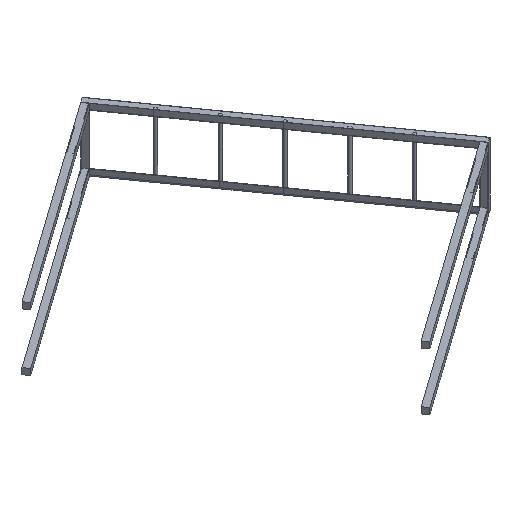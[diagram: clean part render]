
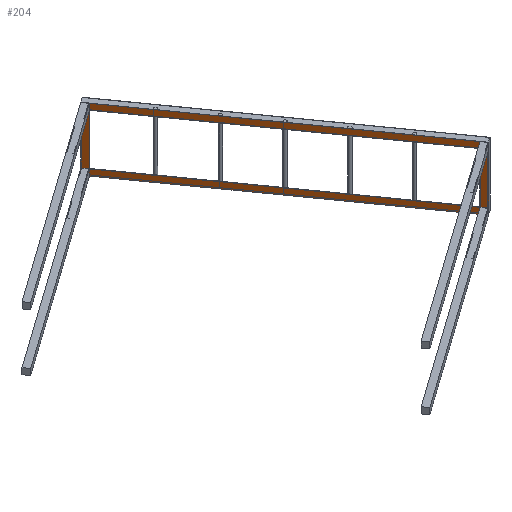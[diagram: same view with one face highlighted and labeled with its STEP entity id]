
A CAD part, isometric view. The second image highlights one B-rep face of the part: STEP entity #204.
In plain terms, the highlighted face is planar.
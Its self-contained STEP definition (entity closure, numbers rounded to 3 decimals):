
#2 = DIRECTION ( 'NONE',  ( 0., 0., -1. ) ) ;
#25 = CARTESIAN_POINT ( 'NONE',  ( 845.1, -4.335, -20. ) ) ;
#45 = VECTOR ( 'NONE', #661, 1000. ) ;
#61 = VERTEX_POINT ( 'NONE', #229 ) ;
#90 = DIRECTION ( 'NONE',  ( 1., 0., 0. ) ) ;
#114 = DIRECTION ( 'NONE',  ( 1., 0., 0. ) ) ;
#117 = CARTESIAN_POINT ( 'NONE',  ( 865.1, -4.335, -204. ) ) ;
#123 = CARTESIAN_POINT ( 'NONE',  ( 845.1, -4.335, -20. ) ) ;
#147 = ORIENTED_EDGE ( 'NONE', *, *, #878, .T. ) ;
#172 = ORIENTED_EDGE ( 'NONE', *, *, #670, .F. ) ;
#204 = ADVANCED_FACE ( 'NONE', ( #328, #979 ), #833, .T. ) ;
#225 = EDGE_CURVE ( 'NONE', #842, #809, #887, .T. ) ;
#229 = CARTESIAN_POINT ( 'NONE',  ( 865.1, -4.335, 0. ) ) ;
#251 = LINE ( 'NONE', #25, #411 ) ;
#285 = DIRECTION ( 'NONE',  ( 0., 0., 1. ) ) ;
#327 = ORIENTED_EDGE ( 'NONE', *, *, #730, .F. ) ;
#328 = FACE_BOUND ( 'NONE', #528, .T. ) ;
#333 = DIRECTION ( 'NONE',  ( 1., 0., 0. ) ) ;
#356 = VECTOR ( 'NONE', #285, 1000. ) ;
#393 = LINE ( 'NONE', #537, #441 ) ;
#394 = ORIENTED_EDGE ( 'NONE', *, *, #693, .F. ) ;
#406 = VECTOR ( 'NONE', #685, 1000. ) ;
#411 = VECTOR ( 'NONE', #618, 1000. ) ;
#415 = VECTOR ( 'NONE', #90, 1000. ) ;
#424 = CARTESIAN_POINT ( 'NONE',  ( -58.9, -4.335, -184. ) ) ;
#441 = VECTOR ( 'NONE', #449, 1000. ) ;
#449 = DIRECTION ( 'NONE',  ( 0., 0., 1. ) ) ;
#464 = EDGE_CURVE ( 'NONE', #512, #824, #780, .T. ) ;
#501 = CARTESIAN_POINT ( 'NONE',  ( -78.9, -4.335, -204. ) ) ;
#502 = ORIENTED_EDGE ( 'NONE', *, *, #973, .F. ) ;
#510 = CARTESIAN_POINT ( 'NONE',  ( -78.9, -4.335, -204. ) ) ;
#512 = VERTEX_POINT ( 'NONE', #679 ) ;
#515 = LINE ( 'NONE', #556, #600 ) ;
#520 = CARTESIAN_POINT ( 'NONE',  ( 865.1, -4.335, -204. ) ) ;
#528 = EDGE_LOOP ( 'NONE', ( #502, #172, #938, #327 ) ) ;
#537 = CARTESIAN_POINT ( 'NONE',  ( 845.1, -4.335, -184. ) ) ;
#541 = AXIS2_PLACEMENT_3D ( 'NONE', #501, #751, #333 ) ;
#556 = CARTESIAN_POINT ( 'NONE',  ( -58.9, -4.335, -20. ) ) ;
#562 = EDGE_LOOP ( 'NONE', ( #394, #781, #147, #825 ) ) ;
#597 = VERTEX_POINT ( 'NONE', #123 ) ;
#600 = VECTOR ( 'NONE', #2, 1000. ) ;
#618 = DIRECTION ( 'NONE',  ( -1., 0., 0. ) ) ;
#661 = DIRECTION ( 'NONE',  ( 0., 0., 1. ) ) ;
#666 = CARTESIAN_POINT ( 'NONE',  ( -78.9, -4.335, -204. ) ) ;
#670 = EDGE_CURVE ( 'NONE', #824, #597, #393, .T. ) ;
#679 = CARTESIAN_POINT ( 'NONE',  ( -58.9, -4.335, -184. ) ) ;
#683 = CARTESIAN_POINT ( 'NONE',  ( -78.9, -4.335, 0. ) ) ;
#685 = DIRECTION ( 'NONE',  ( 1., 0., 0. ) ) ;
#693 = EDGE_CURVE ( 'NONE', #809, #61, #868, .T. ) ;
#706 = EDGE_CURVE ( 'NONE', #978, #61, #826, .T. ) ;
#730 = EDGE_CURVE ( 'NONE', #1016, #512, #515, .T. ) ;
#751 = DIRECTION ( 'NONE',  ( 0., -1., 0. ) ) ;
#780 = LINE ( 'NONE', #424, #415 ) ;
#781 = ORIENTED_EDGE ( 'NONE', *, *, #225, .F. ) ;
#809 = VERTEX_POINT ( 'NONE', #683 ) ;
#824 = VERTEX_POINT ( 'NONE', #921 ) ;
#825 = ORIENTED_EDGE ( 'NONE', *, *, #706, .T. ) ;
#826 = LINE ( 'NONE', #520, #356 ) ;
#833 = PLANE ( 'NONE',  #541 ) ;
#842 = VERTEX_POINT ( 'NONE', #917 ) ;
#868 = LINE ( 'NONE', #931, #884 ) ;
#878 = EDGE_CURVE ( 'NONE', #842, #978, #939, .T. ) ;
#884 = VECTOR ( 'NONE', #114, 1000. ) ;
#887 = LINE ( 'NONE', #666, #45 ) ;
#917 = CARTESIAN_POINT ( 'NONE',  ( -78.9, -4.335, -204. ) ) ;
#921 = CARTESIAN_POINT ( 'NONE',  ( 845.1, -4.335, -184. ) ) ;
#931 = CARTESIAN_POINT ( 'NONE',  ( -78.9, -4.335, 0. ) ) ;
#937 = CARTESIAN_POINT ( 'NONE',  ( -58.9, -4.335, -20. ) ) ;
#938 = ORIENTED_EDGE ( 'NONE', *, *, #464, .F. ) ;
#939 = LINE ( 'NONE', #510, #406 ) ;
#973 = EDGE_CURVE ( 'NONE', #597, #1016, #251, .T. ) ;
#978 = VERTEX_POINT ( 'NONE', #117 ) ;
#979 = FACE_OUTER_BOUND ( 'NONE', #562, .T. ) ;
#1016 = VERTEX_POINT ( 'NONE', #937 ) ;
